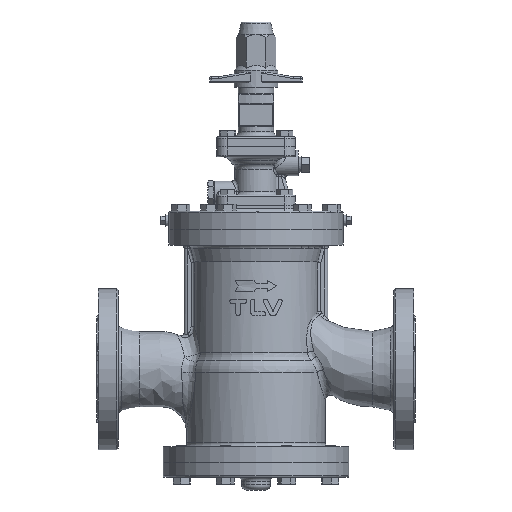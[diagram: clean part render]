
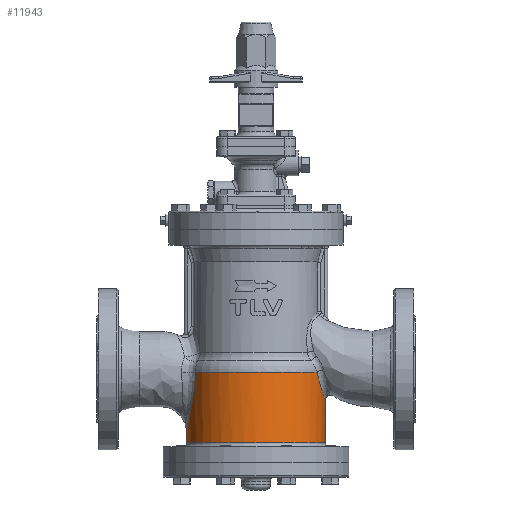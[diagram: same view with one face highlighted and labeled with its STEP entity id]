
A CAD part, front view. The second image highlights one B-rep face of the part: STEP entity #11943.
In plain terms, the highlighted cylindrical face has radius 82 mm (diameter 164 mm), a full revolution.
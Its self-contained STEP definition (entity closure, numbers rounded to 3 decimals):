
#261=CYLINDRICAL_SURFACE('',#13096,82.);
#474=B_SPLINE_CURVE_WITH_KNOTS('',3,(#22619,#22620,#22621,#22622,#22623,
#22624,#22625,#22626,#22627,#22628,#22629,#22630,#22631,#22632,#22633,#22634,
#22635,#22636,#22637,#22638,#22639,#22640,#22641,#22642,#22643),
 .UNSPECIFIED.,.F.,.F.,(4,1,1,1,1,1,1,1,1,1,2,1,1,1,1,1,1,1,1,2,4),(-9.062,
-8.22,-7.379,-7.29,-6.537,
-5.695,-5.274,-4.854,-4.433,
-4.012,-3.17,-2.853,-2.536,
-2.219,-1.902,-1.619,-1.268,
-0.951,-0.634,0.,0.004),
 .UNSPECIFIED.);
#475=B_SPLINE_CURVE_WITH_KNOTS('',3,(#22647,#22648,#22649,#22650,#22651,
#22652,#22653,#22654,#22655,#22656,#22657),.UNSPECIFIED.,.F.,.F.,(4,1,1,
1,1,1,1,1,4),(-11.475,-10.041,-8.606,-7.172,
-5.738,-4.303,-2.869,-1.434,
0.),.UNSPECIFIED.);
#476=B_SPLINE_CURVE_WITH_KNOTS('',3,(#22660,#22661,#22662,#22663,#22664,
#22665,#22666,#22667,#22668,#22669,#22670,#22671,#22672,#22673,#22674,#22675,
#22676),.UNSPECIFIED.,.F.,.F.,(4,2,1,1,1,2,1,1,1,1,1,1,4),(-9.065,
-9.062,-8.428,-7.794,-7.159,
-5.891,-5.05,-4.208,-3.787,
-3.366,-2.525,-1.683,0.),.UNSPECIFIED.);
#857=FACE_BOUND('',#2430,.T.);
#1556=FACE_OUTER_BOUND('',#2429,.T.);
#2429=EDGE_LOOP('',(#10489,#10490,#10491,#10492,#10493));
#2430=EDGE_LOOP('',(#10494));
#2985=CIRCLE('',#13094,82.);
#2987=CIRCLE('',#13097,82.);
#2988=CIRCLE('',#13098,82.);
#5733=VERTEX_POINT('',#22612);
#5735=VERTEX_POINT('',#22617);
#5736=VERTEX_POINT('',#22618);
#5737=VERTEX_POINT('',#22644);
#5738=VERTEX_POINT('',#22646);
#5739=VERTEX_POINT('',#22658);
#7348=EDGE_CURVE('',#5733,#5733,#2985,.T.);
#7350=EDGE_CURVE('',#5735,#5736,#474,.T.);
#7351=EDGE_CURVE('',#5735,#5737,#2987,.T.);
#7352=EDGE_CURVE('',#5738,#5737,#475,.T.);
#7353=EDGE_CURVE('',#5738,#5739,#2988,.T.);
#7354=EDGE_CURVE('',#5736,#5739,#476,.T.);
#10489=ORIENTED_EDGE('',*,*,#7350,.F.);
#10490=ORIENTED_EDGE('',*,*,#7351,.T.);
#10491=ORIENTED_EDGE('',*,*,#7352,.F.);
#10492=ORIENTED_EDGE('',*,*,#7353,.T.);
#10493=ORIENTED_EDGE('',*,*,#7354,.F.);
#10494=ORIENTED_EDGE('',*,*,#7348,.F.);
#11943=ADVANCED_FACE('',(#1556,#857),#261,.T.);
#13094=AXIS2_PLACEMENT_3D('',#22613,#16158,#16159);
#13096=AXIS2_PLACEMENT_3D('',#22616,#16162,#16163);
#13097=AXIS2_PLACEMENT_3D('',#22645,#16164,#16165);
#13098=AXIS2_PLACEMENT_3D('',#22659,#16166,#16167);
#16158=DIRECTION('center_axis',(0.,0.,-1.));
#16159=DIRECTION('ref_axis',(1.,0.,0.));
#16162=DIRECTION('center_axis',(0.,0.,-1.));
#16163=DIRECTION('ref_axis',(-1.,0.,0.));
#16164=DIRECTION('center_axis',(0.,0.,-1.));
#16165=DIRECTION('ref_axis',(1.,0.,0.));
#16166=DIRECTION('center_axis',(0.,0.,-1.));
#16167=DIRECTION('ref_axis',(1.,0.,0.));
#22612=CARTESIAN_POINT('',(-82.,0.,-87.));
#22613=CARTESIAN_POINT('Origin',(0.,0.,-87.));
#22616=CARTESIAN_POINT('Origin',(0.,0.,-47.752));
#22617=CARTESIAN_POINT('',(-71.827,39.558,-3.503));
#22618=CARTESIAN_POINT('',(-82.,0.,-74.5));
#22619=CARTESIAN_POINT('Ctrl Pts',(-71.827,39.558,-3.503));
#22620=CARTESIAN_POINT('Ctrl Pts',(-71.834,39.547,-6.309));
#22621=CARTESIAN_POINT('Ctrl Pts',(-71.976,39.29,-11.943));
#22622=CARTESIAN_POINT('Ctrl Pts',(-72.391,38.522,-17.826));
#22623=CARTESIAN_POINT('Ctrl Pts',(-72.908,37.533,-23.325));
#22624=CARTESIAN_POINT('Ctrl Pts',(-73.533,36.311,-28.739));
#22625=CARTESIAN_POINT('Ctrl Pts',(-74.483,34.325,-34.953));
#22626=CARTESIAN_POINT('Ctrl Pts',(-75.378,32.297,-39.979));
#22627=CARTESIAN_POINT('Ctrl Pts',(-76.085,30.6,-43.63));
#22628=CARTESIAN_POINT('Ctrl Pts',(-76.813,28.727,-47.155));
#22629=CARTESIAN_POINT('Ctrl Pts',(-77.79,26.011,-51.66));
#22630=CARTESIAN_POINT('Ctrl Pts',(-78.507,23.736,-54.813));
#22631=CARTESIAN_POINT('Ctrl Pts',(-79.13,21.515,-57.574));
#22632=CARTESIAN_POINT('Ctrl Pts',(-79.464,20.267,-59.055));
#22633=CARTESIAN_POINT('Ctrl Pts',(-79.942,18.297,-61.176));
#22634=CARTESIAN_POINT('Ctrl Pts',(-80.386,16.237,-63.191));
#22635=CARTESIAN_POINT('Ctrl Pts',(-80.776,14.169,-65.031));
#22636=CARTESIAN_POINT('Ctrl Pts',(-81.134,11.958,-66.829));
#22637=CARTESIAN_POINT('Ctrl Pts',(-81.439,9.683,-68.519));
#22638=CARTESIAN_POINT('Ctrl Pts',(-81.689,7.267,-70.158));
#22639=CARTESIAN_POINT('Ctrl Pts',(-81.926,4.087,-72.158));
#22640=CARTESIAN_POINT('Ctrl Pts',(-81.999,1.648,-73.55));
#22641=CARTESIAN_POINT('Ctrl Pts',(-82.,0.019,
-74.489));
#22642=CARTESIAN_POINT('Ctrl Pts',(-82.,0.009,-74.495));
#22643=CARTESIAN_POINT('Ctrl Pts',(-82.,0.,-74.5));
#22644=CARTESIAN_POINT('',(72.272,38.74,-3.503));
#22645=CARTESIAN_POINT('Origin',(0.,0.,-3.503));
#22646=CARTESIAN_POINT('',(72.272,-38.74,-3.503));
#22647=CARTESIAN_POINT('Ctrl Pts',(72.272,-38.74,-3.503));
#22648=CARTESIAN_POINT('Ctrl Pts',(73.182,-37.041,-7.813));
#22649=CARTESIAN_POINT('Ctrl Pts',(75.239,-32.927,-16.058));
#22650=CARTESIAN_POINT('Ctrl Pts',(78.496,-24.428,-26.689));
#22651=CARTESIAN_POINT('Ctrl Pts',(81.233,-13.34,-34.503));
#22652=CARTESIAN_POINT('Ctrl Pts',(82.388,0.,
-37.577));
#22653=CARTESIAN_POINT('Ctrl Pts',(81.233,13.34,-34.503));
#22654=CARTESIAN_POINT('Ctrl Pts',(78.496,24.427,-26.69));
#22655=CARTESIAN_POINT('Ctrl Pts',(75.238,32.93,-16.053));
#22656=CARTESIAN_POINT('Ctrl Pts',(73.183,37.041,-7.814));
#22657=CARTESIAN_POINT('Ctrl Pts',(72.272,38.74,-3.503));
#22658=CARTESIAN_POINT('',(-71.827,-39.558,-3.503));
#22659=CARTESIAN_POINT('Origin',(0.,0.,-3.503));
#22660=CARTESIAN_POINT('Ctrl Pts',(-82.,0.,-74.5));
#22661=CARTESIAN_POINT('Ctrl Pts',(-82.,-0.009,-74.495));
#22662=CARTESIAN_POINT('Ctrl Pts',(-82.,-0.019,
-74.489));
#22663=CARTESIAN_POINT('Ctrl Pts',(-81.999,-1.648,
-73.55));
#22664=CARTESIAN_POINT('Ctrl Pts',(-81.901,-4.902,
-71.692));
#22665=CARTESIAN_POINT('Ctrl Pts',(-81.477,-9.629,
-68.624));
#22666=CARTESIAN_POINT('Ctrl Pts',(-80.593,-15.632,
-63.999));
#22667=CARTESIAN_POINT('Ctrl Pts',(-79.64,-19.693,
-59.842));
#22668=CARTESIAN_POINT('Ctrl Pts',(-78.507,-23.736,
-54.813));
#22669=CARTESIAN_POINT('Ctrl Pts',(-77.551,-26.768,
-50.611));
#22670=CARTESIAN_POINT('Ctrl Pts',(-76.32,-30.033,-44.848));
#22671=CARTESIAN_POINT('Ctrl Pts',(-75.378,-32.298,
-39.978));
#22672=CARTESIAN_POINT('Ctrl Pts',(-74.483,-34.325,
-34.951));
#22673=CARTESIAN_POINT('Ctrl Pts',(-73.493,-36.398,
-28.468));
#22674=CARTESIAN_POINT('Ctrl Pts',(-72.257,-38.795,
-17.61));
#22675=CARTESIAN_POINT('Ctrl Pts',(-71.84,-39.535,
-9.114));
#22676=CARTESIAN_POINT('Ctrl Pts',(-71.827,-39.558,
-3.503));
